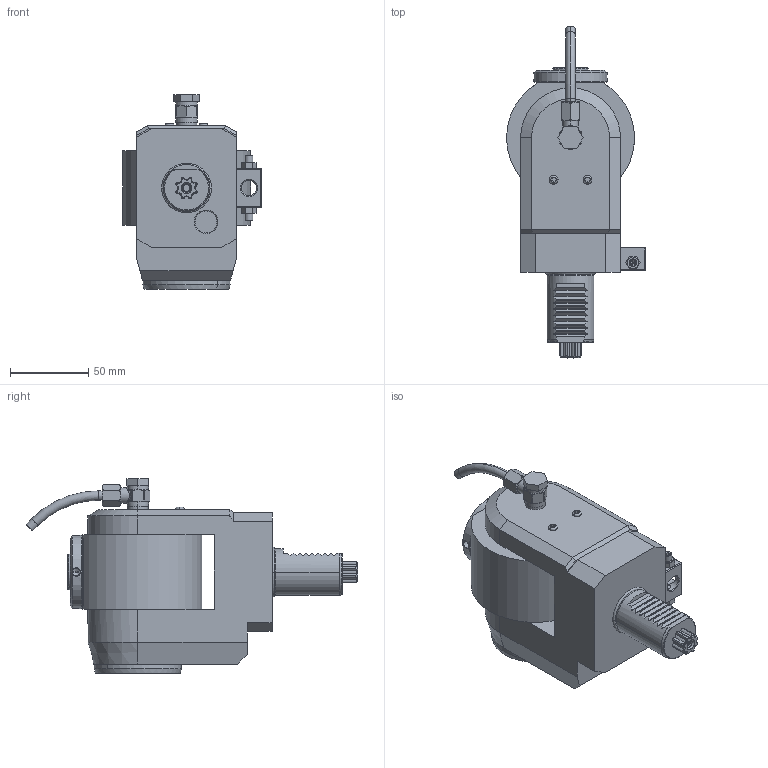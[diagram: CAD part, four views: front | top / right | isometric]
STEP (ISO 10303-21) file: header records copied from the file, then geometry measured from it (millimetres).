
FILE_DESCRIPTION((''),'2;1');
FILE_NAME('NGT1_30_515_16_1','2023-05-08T',('vali'),('NOVA GRUP'),'PRO/ENGINEER BY PARAMETRIC TECHNOLOGY CORPORATION, 2010280','PRO/ENGINEER BY PARAMETRIC TECHNOLOGY CORPORATION, 2010280','');
FILE_SCHEMA(('CONFIG_CONTROL_DESIGN'));
Length unit declared in the file: millimetre
Products named in the file (1): NGT1_30_515_16_1
Bounding box: 89 x 212.67 x 124.9 mm (x, y, z)
Volume: 753024 mm3; surface area: 70640.2 mm2
Topology: 1 solids, 2 shells, 520 faces, 1288 edges, 787 vertices
Faces by surface type: plane 193, cylinder 164, cone 87, bspline 46, torus 30
Entity records: 22213 total; most frequent: CARTESIAN_POINT 10504, ORIENTED_EDGE 2536, DIRECTION 2242, EDGE_CURVE 1268, AXIS2_PLACEMENT_3D 830, VERTEX_POINT 787, VECTOR 582, LINE 582
